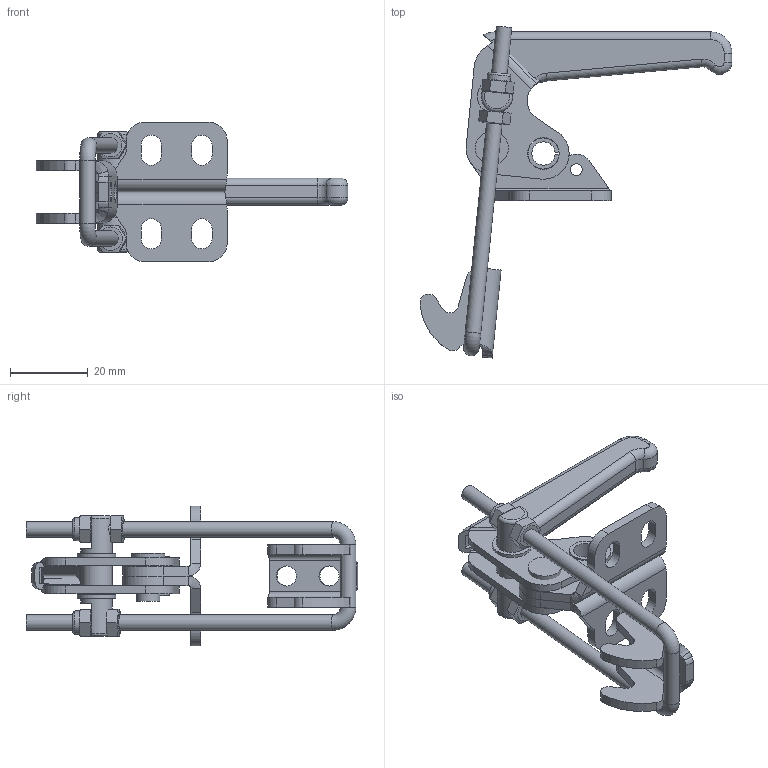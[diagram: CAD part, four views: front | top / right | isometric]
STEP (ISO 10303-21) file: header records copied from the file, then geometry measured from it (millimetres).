
FILE_DESCRIPTION(/* description */ ('Alibre Inc.'),/* implementation_level */ '2;1');
FILE_NAME(/* name */ 'export0',/* time_stamp */ '2012-02-17T13:22:42+01:00',/* author */ (''),/* organization */ (''),/* preprocessor_version */ 'ST-DEVELOPER v12',/* originating_system */ 'Alibre',/* authorisation */ '');
FILE_SCHEMA (('ALIBRE_SCHEMA','CONFIG_CONTROL_DESIGN'));
Length unit declared in the file: millimetre
Products named in the file (1): ID_1
Bounding box: 80.19 x 85.32 x 35.97 mm (x, y, z)
Volume: 15794.7 mm3; surface area: 18755.5 mm2
Topology: 16 solids, 16 shells, 313 faces, 755 edges, 461 vertices
Faces by surface type: plane 142, cylinder 129, bspline 18, torus 16, cone 8
Full cylindrical faces by diameter (mm): 3.075 x2, 4 x9, 4.3 x2, 5.2 x2, 6 x3, 6.05 x2, 6.075 x2, 7 x2, 8 x3, 8.1 x4, 8.5 x1
Entity records: 19291 total; most frequent: CARTESIAN_POINT 4778, ORIENTED_EDGE 2804, DIRECTION 2547, EDGE_CURVE 1402, AXIS2_PLACEMENT_3D 1085, VERTEX_POINT 902, EDGE_LOOP 814, FACE_BOUND 814
